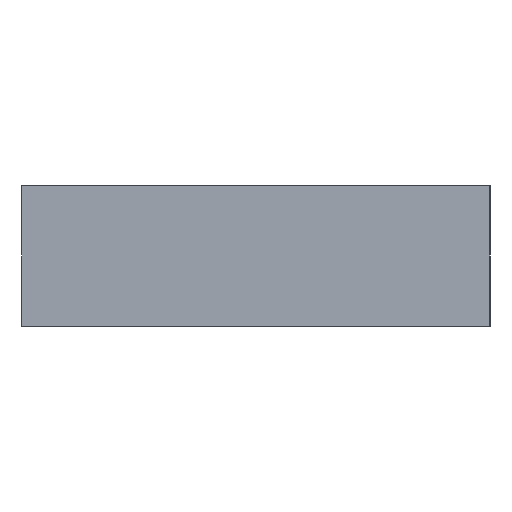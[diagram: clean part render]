
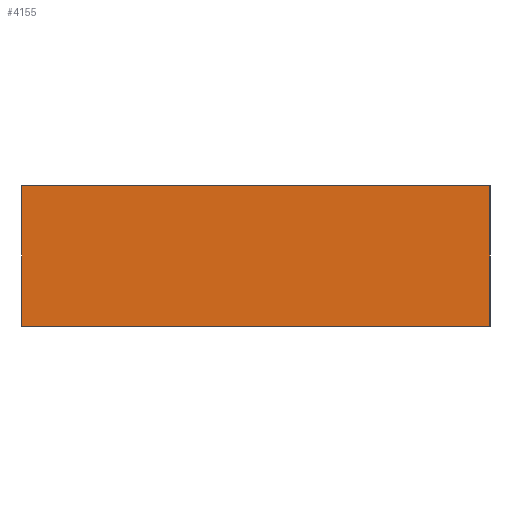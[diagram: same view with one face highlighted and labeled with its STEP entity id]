
A CAD part, left-side view. The second image highlights one B-rep face of the part: STEP entity #4155.
In plain terms, the highlighted planar face has unit normal (-1, 0, 0).
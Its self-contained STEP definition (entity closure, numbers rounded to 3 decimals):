
#250 = FACE_OUTER_BOUND ( 'NONE', #8061, .T. ) ;
#339 = VERTEX_POINT ( 'NONE', #4750 ) ;
#1645 = EDGE_CURVE ( 'NONE', #3358, #13591, #2283, .T. ) ;
#1740 = DIRECTION ( 'NONE',  ( 0., 0., -1. ) ) ;
#2263 = DIRECTION ( 'NONE',  ( 0., -1., 0. ) ) ;
#2283 = LINE ( 'NONE', #14775, #12405 ) ;
#2421 = ORIENTED_EDGE ( 'NONE', *, *, #9784, .T. ) ;
#2508 = EDGE_CURVE ( 'NONE', #3358, #11364, #10350, .T. ) ;
#2588 = PLANE ( 'NONE',  #2965 ) ;
#2965 = AXIS2_PLACEMENT_3D ( 'NONE', #10811, #3097, #1740 ) ;
#3097 = DIRECTION ( 'NONE',  ( 1., 0., 0. ) ) ;
#3235 = CARTESIAN_POINT ( 'NONE',  ( -1.6, -1.25, 0.75 ) ) ;
#3250 = ORIENTED_EDGE ( 'NONE', *, *, #1645, .T. ) ;
#3358 = VERTEX_POINT ( 'NONE', #4523 ) ;
#3459 = LINE ( 'NONE', #3235, #12308 ) ;
#4155 = ADVANCED_FACE ( 'NONE', ( #250 ), #2588, .F. ) ;
#4290 = CARTESIAN_POINT ( 'NONE',  ( -1.6, 1.25, 0. ) ) ;
#4523 = CARTESIAN_POINT ( 'NONE',  ( -1.6, 1.25, 0.75 ) ) ;
#4750 = CARTESIAN_POINT ( 'NONE',  ( -1.6, -1.25, 0. ) ) ;
#5214 = VECTOR ( 'NONE', #2263, 1000. ) ;
#6554 = DIRECTION ( 'NONE',  ( 0., 0., -1. ) ) ;
#8061 = EDGE_LOOP ( 'NONE', ( #2421, #13838, #8178, #3250 ) ) ;
#8178 = ORIENTED_EDGE ( 'NONE', *, *, #2508, .F. ) ;
#8470 = DIRECTION ( 'NONE',  ( 0., -1., 0. ) ) ;
#8690 = CARTESIAN_POINT ( 'NONE',  ( -1.6, -1.25, 0. ) ) ;
#9564 = CARTESIAN_POINT ( 'NONE',  ( -1.6, -1.25, 0.75 ) ) ;
#9784 = EDGE_CURVE ( 'NONE', #13591, #339, #13020, .T. ) ;
#9788 = VECTOR ( 'NONE', #8470, 1000. ) ;
#10129 = CARTESIAN_POINT ( 'NONE',  ( -1.6, -1.25, 0.75 ) ) ;
#10350 = LINE ( 'NONE', #10129, #5214 ) ;
#10811 = CARTESIAN_POINT ( 'NONE',  ( -1.6, -1.25, 0.75 ) ) ;
#11364 = VERTEX_POINT ( 'NONE', #9564 ) ;
#12308 = VECTOR ( 'NONE', #6554, 1000. ) ;
#12405 = VECTOR ( 'NONE', #12689, 1000. ) ;
#12689 = DIRECTION ( 'NONE',  ( 0., 0., -1. ) ) ;
#13020 = LINE ( 'NONE', #8690, #9788 ) ;
#13591 = VERTEX_POINT ( 'NONE', #4290 ) ;
#13614 = EDGE_CURVE ( 'NONE', #11364, #339, #3459, .T. ) ;
#13838 = ORIENTED_EDGE ( 'NONE', *, *, #13614, .F. ) ;
#14775 = CARTESIAN_POINT ( 'NONE',  ( -1.6, 1.25, 0.75 ) ) ;
